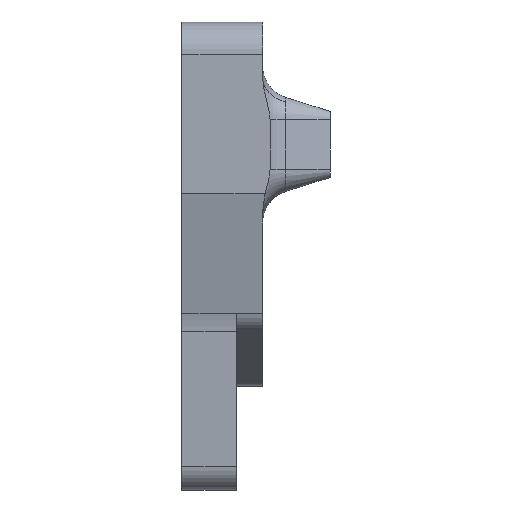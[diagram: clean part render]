
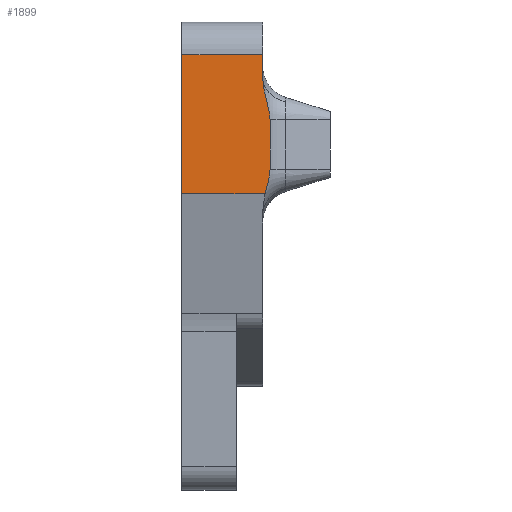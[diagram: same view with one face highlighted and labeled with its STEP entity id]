
A CAD part, left-side view. The second image highlights one B-rep face of the part: STEP entity #1899.
In plain terms, the highlighted planar face has unit normal (-1, 0, 0).
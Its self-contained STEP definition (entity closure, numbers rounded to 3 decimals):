
#37=B_SPLINE_CURVE_WITH_KNOTS('',3,(#2945,#2946,#2947,#2948,#2949,#2950),
 .UNSPECIFIED.,.F.,.F.,(4,2,4),(4.043,4.219,4.538),
 .UNSPECIFIED.);
#39=B_SPLINE_CURVE_WITH_KNOTS('',3,(#2966,#2967,#2968,#2969),
 .UNSPECIFIED.,.F.,.F.,(4,4),(0.,0.289),.UNSPECIFIED.);
#291=FACE_OUTER_BOUND('',#399,.T.);
#399=EDGE_LOOP('',(#1612,#1613,#1614,#1615,#1616,#1617,#1618));
#470=LINE('',#2971,#630);
#474=LINE('',#2982,#634);
#511=LINE('',#3134,#671);
#560=LINE('',#3279,#720);
#562=LINE('',#3282,#722);
#630=VECTOR('',#2326,10.);
#634=VECTOR('',#2336,1000.);
#671=VECTOR('',#2493,10.);
#720=VECTOR('',#2646,1000.);
#722=VECTOR('',#2650,1000.);
#813=VERTEX_POINT('',#2932);
#817=VERTEX_POINT('',#2944);
#819=VERTEX_POINT('',#2955);
#821=VERTEX_POINT('',#2964);
#825=VERTEX_POINT('',#2980);
#864=VERTEX_POINT('',#3132);
#908=VERTEX_POINT('',#3278);
#1013=EDGE_CURVE('',#813,#817,#37,.T.);
#1019=EDGE_CURVE('',#821,#819,#39,.T.);
#1020=EDGE_CURVE('',#817,#821,#470,.T.);
#1026=EDGE_CURVE('',#825,#813,#474,.T.);
#1096=EDGE_CURVE('',#825,#864,#511,.T.);
#1166=EDGE_CURVE('',#908,#819,#560,.T.);
#1168=EDGE_CURVE('',#864,#908,#562,.T.);
#1612=ORIENTED_EDGE('',*,*,#1168,.T.);
#1613=ORIENTED_EDGE('',*,*,#1166,.T.);
#1614=ORIENTED_EDGE('',*,*,#1019,.F.);
#1615=ORIENTED_EDGE('',*,*,#1020,.F.);
#1616=ORIENTED_EDGE('',*,*,#1013,.F.);
#1617=ORIENTED_EDGE('',*,*,#1026,.F.);
#1618=ORIENTED_EDGE('',*,*,#1096,.T.);
#1802=PLANE('',#2115);
#1899=ADVANCED_FACE('',(#291),#1802,.T.);
#2115=AXIS2_PLACEMENT_3D('',#3281,#2648,#2649);
#2326=DIRECTION('',(0.,0.,-1.));
#2336=DIRECTION('',(0.,0.,-1.));
#2493=DIRECTION('',(0.,1.,0.));
#2646=DIRECTION('',(0.,-1.,0.));
#2648=DIRECTION('center_axis',(-1.,0.,0.));
#2649=DIRECTION('ref_axis',(0.,0.,
-1.));
#2650=DIRECTION('',(0.,0.,-1.));
#2932=CARTESIAN_POINT('',(-24.977,-6.5,61.094));
#2944=CARTESIAN_POINT('',(-24.977,-7.4,55.935));
#2945=CARTESIAN_POINT('Ctrl Pts',(-24.977,-6.5,61.094));
#2946=CARTESIAN_POINT('Ctrl Pts',(-24.977,-6.5,60.506));
#2947=CARTESIAN_POINT('Ctrl Pts',(-24.977,-6.602,59.809));
#2948=CARTESIAN_POINT('Ctrl Pts',(-24.977,-6.967,58.199));
#2949=CARTESIAN_POINT('Ctrl Pts',(-24.977,-7.4,56.998));
#2950=CARTESIAN_POINT('Ctrl Pts',(-24.977,-7.4,55.935));
#2955=CARTESIAN_POINT('',(-24.977,-6.803,46.935));
#2964=CARTESIAN_POINT('',(-24.977,-7.4,49.935));
#2966=CARTESIAN_POINT('Ctrl Pts',(-24.977,-7.4,49.935));
#2967=CARTESIAN_POINT('Ctrl Pts',(-24.977,-7.4,48.973));
#2968=CARTESIAN_POINT('Ctrl Pts',(-24.977,-7.043,47.899));
#2969=CARTESIAN_POINT('Ctrl Pts',(-24.977,-6.803,46.935));
#2971=CARTESIAN_POINT('',(-24.977,-7.4,44.209));
#2980=CARTESIAN_POINT('',(-24.977,-6.5,63.796));
#2982=CARTESIAN_POINT('',(-24.977,-6.5,55.935));
#3132=CARTESIAN_POINT('',(-24.977,3.3,63.796));
#3134=CARTESIAN_POINT('',(-24.977,-6.5,63.796));
#3278=CARTESIAN_POINT('',(-24.977,3.3,46.935));
#3279=CARTESIAN_POINT('',(-24.977,3.5,46.935));
#3281=CARTESIAN_POINT('Origin',(-24.977,3.5,58.935));
#3282=CARTESIAN_POINT('',(-24.977,3.3,46.951));
